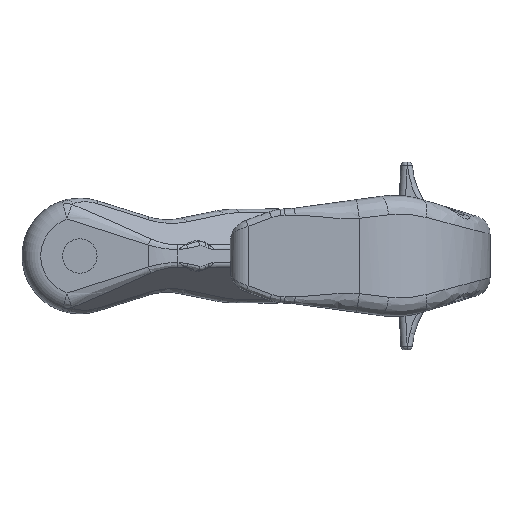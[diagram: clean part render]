
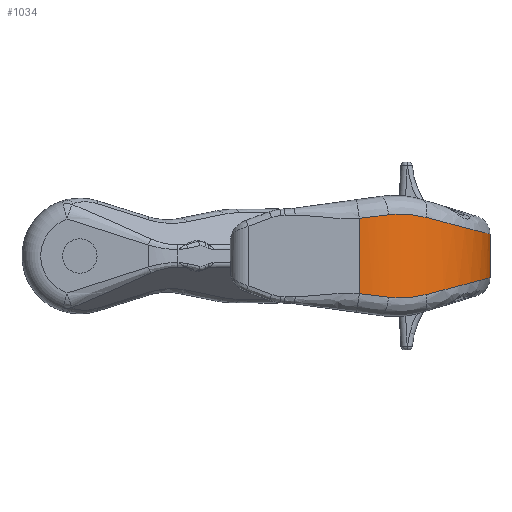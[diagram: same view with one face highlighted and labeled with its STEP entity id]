
A CAD part, front view. The second image highlights one B-rep face of the part: STEP entity #1034.
In plain terms, the highlighted cylindrical face has radius 43 mm (diameter 86 mm), a partial arc.
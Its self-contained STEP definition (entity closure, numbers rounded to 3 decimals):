
#452=CYLINDRICAL_SURFACE('',#7657,43.);
#589=FACE_OUTER_BOUND('',#2728,.T.);
#1034=ADVANCED_FACE('',(#589),#452,.T.);
#1925=LINE('',#12325,#2293);
#1926=LINE('',#12411,#2294);
#2293=VECTOR('',#8286,1.);
#2294=VECTOR('',#8289,1.);
#2728=EDGE_LOOP('',(#3514,#3515,#3516,#3517,#3518,#3519,#3520,#3521));
#3514=ORIENTED_EDGE('',*,*,#6335,.T.);
#3515=ORIENTED_EDGE('',*,*,#6336,.T.);
#3516=ORIENTED_EDGE('',*,*,#6337,.T.);
#3517=ORIENTED_EDGE('',*,*,#6338,.T.);
#3518=ORIENTED_EDGE('',*,*,#6339,.T.);
#3519=ORIENTED_EDGE('',*,*,#6340,.T.);
#3520=ORIENTED_EDGE('',*,*,#6326,.F.);
#3521=ORIENTED_EDGE('',*,*,#6341,.T.);
#5644=VERTEX_POINT('',#12324);
#5645=VERTEX_POINT('',#12326);
#5652=VERTEX_POINT('',#12394);
#5653=VERTEX_POINT('',#12395);
#5654=VERTEX_POINT('',#12410);
#5655=VERTEX_POINT('',#12412);
#5656=VERTEX_POINT('',#12427);
#5657=VERTEX_POINT('',#12432);
#6326=EDGE_CURVE('',#5644,#5645,#1925,.T.);
#6335=EDGE_CURVE('',#5652,#5653,#7301,.T.);
#6336=EDGE_CURVE('',#5653,#5654,#7302,.T.);
#6337=EDGE_CURVE('',#5654,#5655,#1926,.T.);
#6338=EDGE_CURVE('',#5655,#5656,#7303,.T.);
#6339=EDGE_CURVE('',#5656,#5657,#7304,.T.);
#6340=EDGE_CURVE('',#5657,#5645,#7305,.T.);
#6341=EDGE_CURVE('',#5644,#5652,#7306,.T.);
#7301=B_SPLINE_CURVE_WITH_KNOTS('',3,(#12390,#12391,#12392,#12393),
 .UNSPECIFIED.,.F.,.F.,(4,4),(0.,1.),.UNSPECIFIED.);
#7302=B_SPLINE_CURVE_WITH_KNOTS('',3,(#12396,#12397,#12398,#12399,#12400,
#12401,#12402,#12403,#12404,#12405,#12406,#12407,#12408,#12409),
 .UNSPECIFIED.,.F.,.F.,(4,2,2,2,2,2,4),(0.,0.25,0.375,0.438,0.469,0.5,
1.),.UNSPECIFIED.);
#7303=B_SPLINE_CURVE_WITH_KNOTS('',3,(#12413,#12414,#12415,#12416,#12417,
#12418,#12419,#12420,#12421,#12422,#12423,#12424,#12425,#12426),
 .UNSPECIFIED.,.F.,.F.,(4,2,2,2,2,2,4),(0.,0.25,0.375,
0.438,0.469,0.5,1.),.UNSPECIFIED.);
#7304=B_SPLINE_CURVE_WITH_KNOTS('',3,(#12428,#12429,#12430,#12431),
 .UNSPECIFIED.,.F.,.F.,(4,4),(0.,1.),.UNSPECIFIED.);
#7305=B_SPLINE_CURVE_WITH_KNOTS('',3,(#12433,#12434,#12435,#12436),
 .UNSPECIFIED.,.F.,.F.,(4,4),(0.,1.),.UNSPECIFIED.);
#7306=B_SPLINE_CURVE_WITH_KNOTS('',3,(#12437,#12438,#12439,#12440),
 .UNSPECIFIED.,.F.,.F.,(4,4),(0.,1.),.UNSPECIFIED.);
#7657=AXIS2_PLACEMENT_3D('',#12441,#8290,#8291);
#8286=DIRECTION('',(0.,0.,1.));
#8289=DIRECTION('',(0.,0.,1.));
#8290=DIRECTION('',(0.,0.,1.));
#8291=DIRECTION('',(1.,0.,0.));
#12324=CARTESIAN_POINT('',(-4.273,-42.982,-12.054));
#12325=CARTESIAN_POINT('',(-4.273,-42.982,-22.));
#12326=CARTESIAN_POINT('',(-4.273,-42.982,12.054));
#12390=CARTESIAN_POINT('',(5.11,-41.671,-13.16));
#12391=CARTESIAN_POINT('',(9.1,-40.654,-13.631));
#12392=CARTESIAN_POINT('',(13.167,-39.004,-13.355));
#12393=CARTESIAN_POINT('',(17.05,-36.613,-12.334));
#12394=CARTESIAN_POINT('',(5.11,-41.671,-13.16));
#12395=CARTESIAN_POINT('',(17.05,-36.613,-12.334));
#12396=CARTESIAN_POINT('',(17.05,-36.613,-12.334));
#12397=CARTESIAN_POINT('',(20.412,-34.542,-11.449));
#12398=CARTESIAN_POINT('',(23.356,-32.088,-10.678));
#12399=CARTESIAN_POINT('',(27.104,-28.095,-9.692));
#12400=CARTESIAN_POINT('',(28.242,-26.712,-9.392));
#12401=CARTESIAN_POINT('',(29.787,-24.588,-8.984));
#12402=CARTESIAN_POINT('',(30.275,-23.872,-8.856));
#12403=CARTESIAN_POINT('',(30.967,-22.789,-8.673));
#12404=CARTESIAN_POINT('',(31.191,-22.427,-8.614));
#12405=CARTESIAN_POINT('',(31.626,-21.699,-8.499));
#12406=CARTESIAN_POINT('',(31.814,-21.376,-8.45));
#12407=CARTESIAN_POINT('',(35.68,-14.453,-7.433));
#12408=CARTESIAN_POINT('',(37.5,-7.14,-6.954));
#12409=CARTESIAN_POINT('',(37.5,0.,-6.954));
#12410=CARTESIAN_POINT('',(37.5,0.,-6.954));
#12411=CARTESIAN_POINT('',(37.5,0.,-22.));
#12412=CARTESIAN_POINT('',(37.5,0.,6.954));
#12413=CARTESIAN_POINT('',(37.5,0.,6.954));
#12414=CARTESIAN_POINT('',(37.5,-3.569,6.954));
#12415=CARTESIAN_POINT('',(37.053,-7.18,7.074));
#12416=CARTESIAN_POINT('',(35.689,-12.483,7.433));
#12417=CARTESIAN_POINT('',(35.118,-14.232,7.582));
#12418=CARTESIAN_POINT('',(34.092,-16.803,7.851));
#12419=CARTESIAN_POINT('',(33.721,-17.651,7.949));
#12420=CARTESIAN_POINT('',(33.123,-18.908,8.106));
#12421=CARTESIAN_POINT('',(32.916,-19.324,8.16));
#12422=CARTESIAN_POINT('',(32.489,-20.151,8.272));
#12423=CARTESIAN_POINT('',(32.245,-20.603,8.336));
#12424=CARTESIAN_POINT('',(28.772,-26.821,9.25));
#12425=CARTESIAN_POINT('',(23.775,-32.471,10.564));
#12426=CARTESIAN_POINT('',(17.05,-36.613,12.334));
#12427=CARTESIAN_POINT('',(17.05,-36.613,12.334));
#12428=CARTESIAN_POINT('',(17.05,-36.613,12.334));
#12429=CARTESIAN_POINT('',(13.167,-39.004,13.355));
#12430=CARTESIAN_POINT('',(9.1,-40.654,13.631));
#12431=CARTESIAN_POINT('',(5.11,-41.671,13.16));
#12432=CARTESIAN_POINT('',(5.11,-41.671,13.16));
#12433=CARTESIAN_POINT('',(5.11,-41.671,13.16));
#12434=CARTESIAN_POINT('',(2.043,-42.451,12.792));
#12435=CARTESIAN_POINT('',(-1.11,-42.892,12.423));
#12436=CARTESIAN_POINT('',(-4.273,-42.982,12.054));
#12437=CARTESIAN_POINT('',(-4.273,-42.982,-12.054));
#12438=CARTESIAN_POINT('',(-1.11,-42.892,-12.423));
#12439=CARTESIAN_POINT('',(2.043,-42.451,-12.792));
#12440=CARTESIAN_POINT('',(5.11,-41.671,-13.16));
#12441=CARTESIAN_POINT('',(-5.5,0.,-22.));
